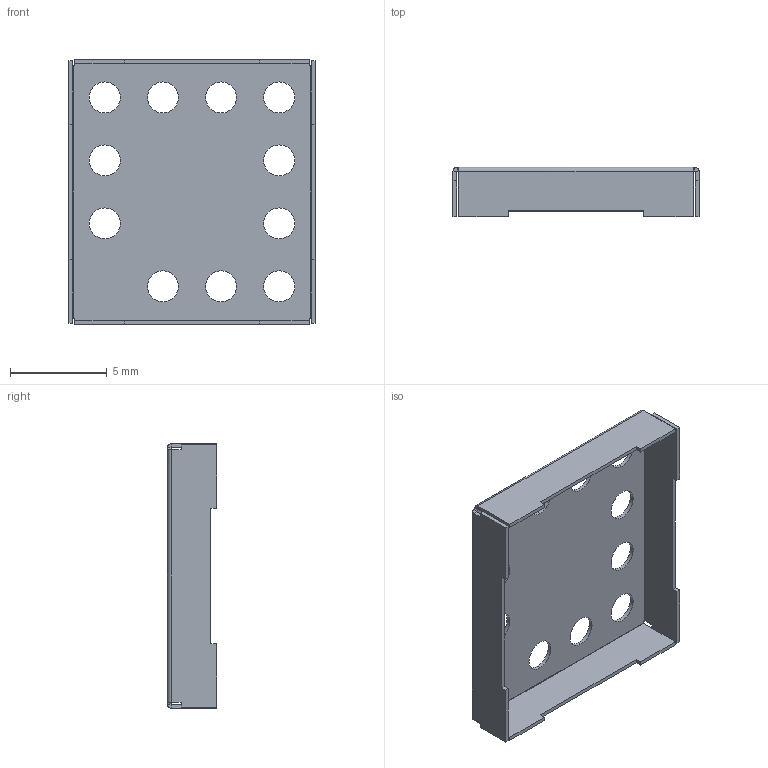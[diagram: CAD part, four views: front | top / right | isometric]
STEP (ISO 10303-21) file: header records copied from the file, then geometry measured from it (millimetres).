
FILE_DESCRIPTION (( 'STEP AP214' ), '1' );
FILE_NAME ('SGH-13,66x12,70x2,54-Clips.STEP', '2016-02-25T09:29:28', ( '' ), ( '' ), 'SwSTEP 2.0', 'SolidWorks 2016', '' );
FILE_SCHEMA (( 'AUTOMOTIVE_DESIGN' ));
Length unit declared in the file: millimetre
Products named in the file (1): SGH-13,66x12,70x2,54-Clips
Bounding box: 12.7 x 2.54 x 13.66 mm (x, y, z)
Volume: 51.9 mm3; surface area: 545.4 mm2
Topology: 1 solids, 1 shells, 88 faces, 226 edges, 140 vertices
Faces by surface type: plane 46, cylinder 34, bspline 8
Entity records: 2912 total; most frequent: CARTESIAN_POINT 751, ORIENTED_EDGE 452, DIRECTION 408, EDGE_CURVE 226, VECTOR 142, LINE 142, VERTEX_POINT 140, AXIS2_PLACEMENT_3D 133
